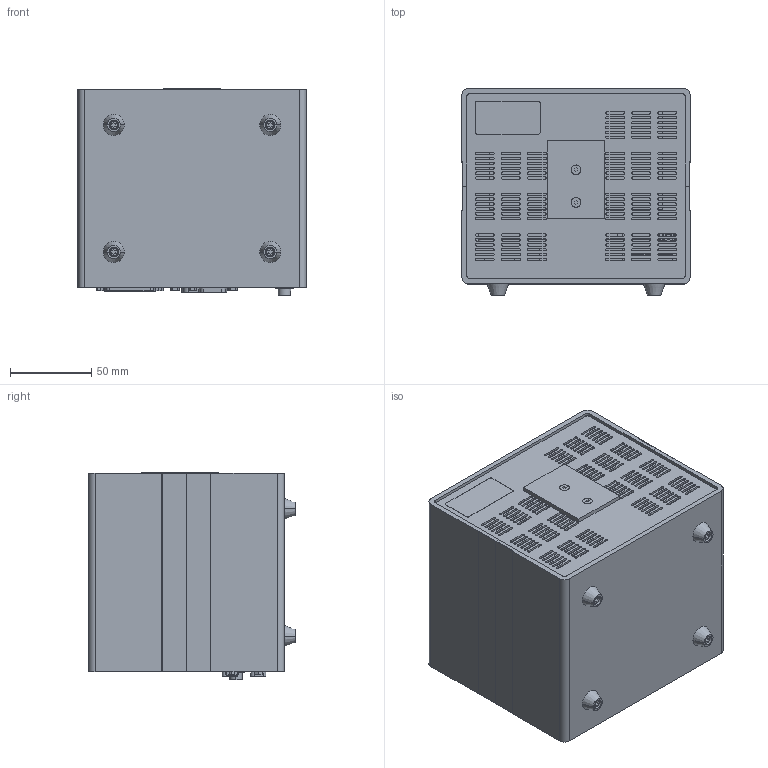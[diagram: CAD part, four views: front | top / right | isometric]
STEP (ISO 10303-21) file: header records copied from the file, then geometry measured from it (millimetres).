
FILE_DESCRIPTION((''),'2;1');
FILE_NAME('ASM-CONTROLLER_ASM_2_ASM','2020-12-28T',('Gavin'),(''),'PRO/ENGINEER BY PARAMETRIC TECHNOLOGY CORPORATION, 2009440','PRO/ENGINEER BY PARAMETRIC TECHNOLOGY CORPORATION, 2009440','');
FILE_SCHEMA(('CONFIG_CONTROL_DESIGN'));
Length unit declared in the file: millimetre
Products named in the file (22): 195CASE-2_1; RUBBER_PADS_1; M3X6_1; ASM-BOTTOMCOVER_ASM_1_ASM; 195CASE-3-MPO_1; PRT-STICKER-FRONT_MPO_1; ASM-FRONTCOVER_MPO_ASM_2_ASM; MANIFOLD_SOLID_BREP_13644; PCB-MB1-C1P2_1_ASM; PCB-MB2-C1P2_1; 195CASE-4_1; PRT-DIN_1; M3X8-COUNTER-SUNK-SCREWS_INST_1; ASM-BACKCOVER_ASM_1_ASM; 195CASE-1_1; PRT-STICKER-SIDE_1; LABEL_1; PRT0001; _; IO1; IO2; ASM-CONTROLLER_ASM_2_ASM
Assembly tree (29 placements, depth 3):
  ASM-CONTROLLER_ASM_2_ASM
    ASM-BOTTOMCOVER_ASM_1_ASM
      195CASE-2_1
      RUBBER_PADS_1  x4
      M3X6_1  x4
    ASM-FRONTCOVER_MPO_ASM_2_ASM
      195CASE-3-MPO_1
      PRT-STICKER-FRONT_MPO_1
    PCB-MB1-C1P2_1_ASM
      MANIFOLD_SOLID_BREP_13644
    PCB-MB2-C1P2_1
    ASM-BACKCOVER_ASM_1_ASM
      195CASE-4_1
      PRT-DIN_1
      M3X8-COUNTER-SUNK-SCREWS_INST_1  x2
    195CASE-1_1
    PRT-STICKER-SIDE_1  x2
    LABEL_1
    PRT0001
    _
    IO1
    IO2
Bounding box: 140 x 127 x 127.3 mm (x, y, z)
Volume: 250996.4 mm3; surface area: 252080.1 mm2
Topology: 25 solids, 33 shells, 1463 faces, 4479 edges, 3145 vertices
Faces by surface type: plane 818, cylinder 585, cone 44, torus 16
Entity records: 49828 total; most frequent: DIRECTION 8775, CARTESIAN_POINT 8747, ORIENTED_EDGE 8434, EDGE_CURVE 4231, AXIS2_PLACEMENT_3D 3120, VERTEX_POINT 2981, VECTOR 2535, LINE 2535
